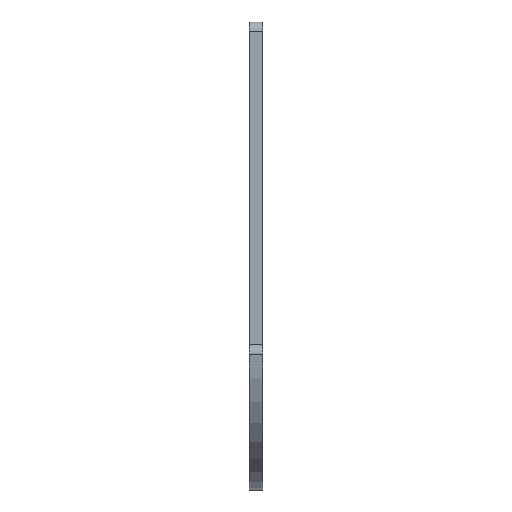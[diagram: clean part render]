
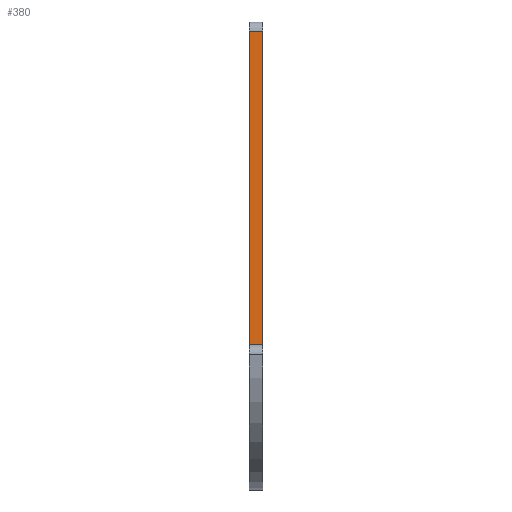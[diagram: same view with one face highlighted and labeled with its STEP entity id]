
A CAD part, left-side view. The second image highlights one B-rep face of the part: STEP entity #380.
In plain terms, the highlighted planar face has unit normal (-1, 0, 0).
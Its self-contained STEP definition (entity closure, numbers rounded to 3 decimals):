
#14 = VECTOR ( 'NONE', #290, 1000. ) ;
#74 = EDGE_CURVE ( 'NONE', #809, #561, #853, .T. ) ;
#75 = DIRECTION ( 'NONE',  ( 0., 1., 0. ) ) ;
#107 = EDGE_CURVE ( 'NONE', #477, #852, #417, .T. ) ;
#119 = ORIENTED_EDGE ( 'NONE', *, *, #107, .T. ) ;
#141 = CARTESIAN_POINT ( 'NONE',  ( 16.813, 3., 0. ) ) ;
#173 = CARTESIAN_POINT ( 'NONE',  ( 16.813, 0., 0. ) ) ;
#218 = ORIENTED_EDGE ( 'NONE', *, *, #542, .F. ) ;
#288 = EDGE_CURVE ( 'NONE', #852, #809, #826, .T. ) ;
#290 = DIRECTION ( 'NONE',  ( 0., -1., 0. ) ) ;
#320 = LINE ( 'NONE', #173, #1020 ) ;
#364 = CARTESIAN_POINT ( 'NONE',  ( 16.813, 3., 0. ) ) ;
#380 = ADVANCED_FACE ( 'NONE', ( #715 ), #896, .T. ) ;
#413 = CARTESIAN_POINT ( 'NONE',  ( 16.813, 3., 68. ) ) ;
#417 = LINE ( 'NONE', #413, #523 ) ;
#477 = VERTEX_POINT ( 'NONE', #708 ) ;
#500 = CARTESIAN_POINT ( 'NONE',  ( 16.813, 0., 0. ) ) ;
#509 = ORIENTED_EDGE ( 'NONE', *, *, #74, .T. ) ;
#523 = VECTOR ( 'NONE', #75, 1000. ) ;
#542 = EDGE_CURVE ( 'NONE', #477, #561, #320, .T. ) ;
#561 = VERTEX_POINT ( 'NONE', #500 ) ;
#563 = CARTESIAN_POINT ( 'NONE',  ( 16.813, 3., 68. ) ) ;
#667 = DIRECTION ( 'NONE',  ( 0., 0., -1. ) ) ;
#708 = CARTESIAN_POINT ( 'NONE',  ( 16.813, 0., 68. ) ) ;
#715 = FACE_OUTER_BOUND ( 'NONE', #982, .T. ) ;
#766 = AXIS2_PLACEMENT_3D ( 'NONE', #141, #890, #789 ) ;
#789 = DIRECTION ( 'NONE',  ( 0., 0., 1. ) ) ;
#798 = CARTESIAN_POINT ( 'NONE',  ( 16.813, 3., 0. ) ) ;
#809 = VERTEX_POINT ( 'NONE', #1032 ) ;
#826 = LINE ( 'NONE', #798, #828 ) ;
#828 = VECTOR ( 'NONE', #667, 1000. ) ;
#852 = VERTEX_POINT ( 'NONE', #563 ) ;
#853 = LINE ( 'NONE', #364, #14 ) ;
#890 = DIRECTION ( 'NONE',  ( -1., 0., 0. ) ) ;
#895 = DIRECTION ( 'NONE',  ( 0., 0., -1. ) ) ;
#896 = PLANE ( 'NONE',  #766 ) ;
#939 = ORIENTED_EDGE ( 'NONE', *, *, #288, .T. ) ;
#982 = EDGE_LOOP ( 'NONE', ( #218, #119, #939, #509 ) ) ;
#1020 = VECTOR ( 'NONE', #895, 1000. ) ;
#1032 = CARTESIAN_POINT ( 'NONE',  ( 16.813, 3., 0. ) ) ;
